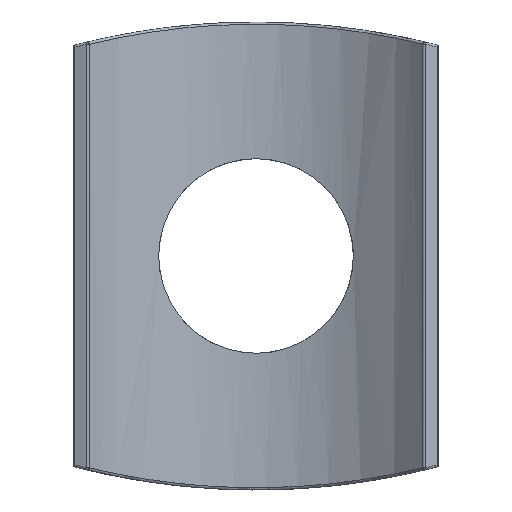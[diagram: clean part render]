
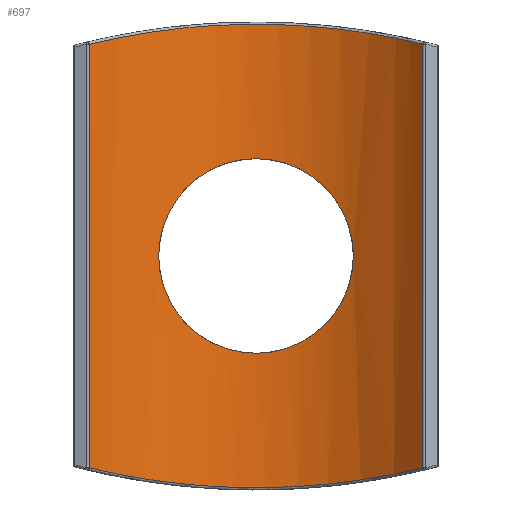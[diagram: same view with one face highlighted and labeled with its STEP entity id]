
A CAD part, front view. The second image highlights one B-rep face of the part: STEP entity #697.
In plain terms, the highlighted cylindrical face has radius 225 mm (diameter 450 mm), a partial arc.
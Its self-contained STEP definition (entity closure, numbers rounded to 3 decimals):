
#35=LINE('',#1129,#55);
#53=LINE('',#1505,#73);
#55=VECTOR('',#869,416.278);
#73=VECTOR('',#989,416.278);
#87=B_SPLINE_CURVE_WITH_KNOTS('',3,(#1204,#1205,#1206,#1207,#1208,#1209,
#1210,#1211,#1212,#1213),.UNSPECIFIED.,.F.,.F.,(4,1,1,1,1,1,1,4),(-38.053,
-32.712,-27.372,-22.031,-16.691,
-11.35,-6.009,-0.669),.UNSPECIFIED.);
#93=B_SPLINE_CURVE_WITH_KNOTS('',3,(#1588,#1589,#1590,#1591,#1592,#1593,
#1594,#1595,#1596,#1597),.UNSPECIFIED.,.F.,.F.,(4,1,1,1,1,1,1,4),(-38.053,
-32.712,-27.372,-22.031,-16.691,
-11.35,-6.009,-0.669),.UNSPECIFIED.);
#95=B_SPLINE_CURVE_WITH_KNOTS('',3,(#1610,#1611,#1612,#1613,#1614,#1615,
#1616,#1617,#1618,#1619,#1620,#1621,#1622,#1623,#1624,#1625,#1626,#1627,
#1628,#1629,#1630,#1631,#1632,#1633,#1634,#1635,#1636,#1637,#1638,#1639,
#1640,#1641,#1642,#1643,#1644,#1645,#1646,#1647,#1648,#1649,#1650,#1651,
#1652,#1653,#1654,#1655,#1656,#1657,#1658,#1659,#1660,#1661,#1662,#1663,
#1664,#1665,#1666,#1667,#1668,#1669,#1670,#1671,#1672,#1673,#1674,#1675),
 .UNSPECIFIED.,.T.,.F.,(4,2,2,2,2,2,2,2,2,2,2,2,2,2,2,2,2,2,2,2,2,2,2,2,
2,2,2,2,2,2,2,2,4),(0.,1.828,3.656,5.483,
7.311,9.137,10.962,12.787,14.613,
16.438,18.263,20.089,21.914,23.742,
25.57,27.397,29.225,31.053,32.881,
34.709,36.536,38.362,40.187,42.012,
43.838,45.663,47.489,49.314,51.139,
52.967,54.795,56.623,58.45),
 .UNSPECIFIED.);
#110=CYLINDRICAL_SURFACE('',#794,225.);
#133=FACE_BOUND('',#242,.T.);
#182=FACE_OUTER_BOUND('',#241,.T.);
#241=EDGE_LOOP('',(#592,#593,#594,#595));
#242=EDGE_LOOP('',(#596));
#336=VERTEX_POINT('',#1108);
#338=VERTEX_POINT('',#1114);
#341=VERTEX_POINT('',#1121);
#347=VERTEX_POINT('',#1138);
#371=VERTEX_POINT('',#1609);
#400=EDGE_CURVE('',#341,#336,#35,.T.);
#407=EDGE_CURVE('',#347,#341,#87,.T.);
#457=EDGE_CURVE('',#338,#347,#53,.T.);
#460=EDGE_CURVE('',#336,#338,#93,.T.);
#462=EDGE_CURVE('',#371,#371,#95,.T.);
#592=ORIENTED_EDGE('',*,*,#400,.F.);
#593=ORIENTED_EDGE('',*,*,#407,.F.);
#594=ORIENTED_EDGE('',*,*,#457,.F.);
#595=ORIENTED_EDGE('',*,*,#460,.F.);
#596=ORIENTED_EDGE('',*,*,#462,.T.);
#697=ADVANCED_FACE('',(#182,#133),#110,.F.);
#794=AXIS2_PLACEMENT_3D('',#1608,#994,#995);
#869=DIRECTION('',(0.,0.,-1.));
#989=DIRECTION('',(0.,0.,1.));
#994=DIRECTION('center_axis',(0.,0.,1.));
#995=DIRECTION('ref_axis',(-1.,0.,0.));
#1108=CARTESIAN_POINT('',(164.043,153.996,-208.139));
#1114=CARTESIAN_POINT('',(-164.043,153.996,-208.139));
#1121=CARTESIAN_POINT('',(164.043,153.996,208.139));
#1129=CARTESIAN_POINT('',(164.043,153.996,0.));
#1138=CARTESIAN_POINT('',(-164.043,153.996,208.139));
#1204=CARTESIAN_POINT('Ctrl Pts',(-164.043,153.996,208.139));
#1205=CARTESIAN_POINT('Ctrl Pts',(-152.14,166.676,211.025));
#1206=CARTESIAN_POINT('Ctrl Pts',(-125.388,189.266,216.844));
#1207=CARTESIAN_POINT('Ctrl Pts',(-78.309,213.129,223.934));
#1208=CARTESIAN_POINT('Ctrl Pts',(-26.643,225.515,227.915));
#1209=CARTESIAN_POINT('Ctrl Pts',(26.643,225.514,227.914));
#1210=CARTESIAN_POINT('Ctrl Pts',(78.31,213.13,223.935));
#1211=CARTESIAN_POINT('Ctrl Pts',(125.388,189.266,216.843));
#1212=CARTESIAN_POINT('Ctrl Pts',(152.14,166.676,211.025));
#1213=CARTESIAN_POINT('Ctrl Pts',(164.043,153.996,208.139));
#1505=CARTESIAN_POINT('',(-164.043,153.996,0.));
#1588=CARTESIAN_POINT('Ctrl Pts',(164.043,153.996,-208.139));
#1589=CARTESIAN_POINT('Ctrl Pts',(152.14,166.676,-211.025));
#1590=CARTESIAN_POINT('Ctrl Pts',(125.389,189.266,-216.844));
#1591=CARTESIAN_POINT('Ctrl Pts',(78.309,213.128,-223.934));
#1592=CARTESIAN_POINT('Ctrl Pts',(26.644,225.515,-227.915));
#1593=CARTESIAN_POINT('Ctrl Pts',(-26.643,225.514,-227.914));
#1594=CARTESIAN_POINT('Ctrl Pts',(-78.31,213.13,-223.935));
#1595=CARTESIAN_POINT('Ctrl Pts',(-125.388,189.266,-216.843));
#1596=CARTESIAN_POINT('Ctrl Pts',(-152.14,166.676,-211.025));
#1597=CARTESIAN_POINT('Ctrl Pts',(-164.043,153.996,-208.139));
#1608=CARTESIAN_POINT('Origin',(0.,0.,0.));
#1609=CARTESIAN_POINT('',(95.625,203.669,0.));
#1610=CARTESIAN_POINT('Ctrl Pts',(95.625,203.669,0.));
#1611=CARTESIAN_POINT('Ctrl Pts',(95.625,203.669,-6.093));
#1612=CARTESIAN_POINT('Ctrl Pts',(95.033,203.95,-12.364));
#1613=CARTESIAN_POINT('Ctrl Pts',(92.574,205.078,-24.784));
#1614=CARTESIAN_POINT('Ctrl Pts',(90.707,205.923,-30.933));
#1615=CARTESIAN_POINT('Ctrl Pts',(85.806,208.013,-42.684));
#1616=CARTESIAN_POINT('Ctrl Pts',(82.768,209.257,-48.297));
#1617=CARTESIAN_POINT('Ctrl Pts',(75.777,211.889,-58.661));
#1618=CARTESIAN_POINT('Ctrl Pts',(71.822,213.275,-63.412));
#1619=CARTESIAN_POINT('Ctrl Pts',(63.418,215.923,-71.817));
#1620=CARTESIAN_POINT('Ctrl Pts',(58.669,217.282,-75.77));
#1621=CARTESIAN_POINT('Ctrl Pts',(48.304,219.819,-82.764));
#1622=CARTESIAN_POINT('Ctrl Pts',(42.687,220.994,-85.805));
#1623=CARTESIAN_POINT('Ctrl Pts',(30.927,222.944,-90.71));
#1624=CARTESIAN_POINT('Ctrl Pts',(24.774,223.719,-92.577));
#1625=CARTESIAN_POINT('Ctrl Pts',(12.353,224.747,-95.035));
#1626=CARTESIAN_POINT('Ctrl Pts',(6.085,225.,-95.625));
#1627=CARTESIAN_POINT('Ctrl Pts',(-6.085,225.,-95.625));
#1628=CARTESIAN_POINT('Ctrl Pts',(-12.353,224.747,-95.035));
#1629=CARTESIAN_POINT('Ctrl Pts',(-24.774,223.719,-92.577));
#1630=CARTESIAN_POINT('Ctrl Pts',(-30.927,222.944,-90.71));
#1631=CARTESIAN_POINT('Ctrl Pts',(-42.687,220.994,-85.805));
#1632=CARTESIAN_POINT('Ctrl Pts',(-48.304,219.819,-82.764));
#1633=CARTESIAN_POINT('Ctrl Pts',(-58.669,217.282,-75.77));
#1634=CARTESIAN_POINT('Ctrl Pts',(-63.418,215.923,-71.817));
#1635=CARTESIAN_POINT('Ctrl Pts',(-71.822,213.275,-63.412));
#1636=CARTESIAN_POINT('Ctrl Pts',(-75.777,211.889,-58.661));
#1637=CARTESIAN_POINT('Ctrl Pts',(-82.768,209.257,-48.297));
#1638=CARTESIAN_POINT('Ctrl Pts',(-85.806,208.013,-42.684));
#1639=CARTESIAN_POINT('Ctrl Pts',(-90.707,205.923,-30.933));
#1640=CARTESIAN_POINT('Ctrl Pts',(-92.574,205.078,-24.784));
#1641=CARTESIAN_POINT('Ctrl Pts',(-95.033,203.95,-12.364));
#1642=CARTESIAN_POINT('Ctrl Pts',(-95.625,203.669,-6.093));
#1643=CARTESIAN_POINT('Ctrl Pts',(-95.625,203.669,6.093));
#1644=CARTESIAN_POINT('Ctrl Pts',(-95.033,203.95,12.364));
#1645=CARTESIAN_POINT('Ctrl Pts',(-92.574,205.078,24.784));
#1646=CARTESIAN_POINT('Ctrl Pts',(-90.707,205.923,30.933));
#1647=CARTESIAN_POINT('Ctrl Pts',(-85.806,208.013,42.684));
#1648=CARTESIAN_POINT('Ctrl Pts',(-82.768,209.257,48.297));
#1649=CARTESIAN_POINT('Ctrl Pts',(-75.777,211.889,58.661));
#1650=CARTESIAN_POINT('Ctrl Pts',(-71.822,213.275,63.412));
#1651=CARTESIAN_POINT('Ctrl Pts',(-63.418,215.923,71.817));
#1652=CARTESIAN_POINT('Ctrl Pts',(-58.669,217.282,75.77));
#1653=CARTESIAN_POINT('Ctrl Pts',(-48.304,219.819,82.764));
#1654=CARTESIAN_POINT('Ctrl Pts',(-42.687,220.994,85.805));
#1655=CARTESIAN_POINT('Ctrl Pts',(-30.927,222.944,90.71));
#1656=CARTESIAN_POINT('Ctrl Pts',(-24.774,223.719,92.577));
#1657=CARTESIAN_POINT('Ctrl Pts',(-12.353,224.747,95.035));
#1658=CARTESIAN_POINT('Ctrl Pts',(-6.085,225.,95.625));
#1659=CARTESIAN_POINT('Ctrl Pts',(6.085,225.,95.625));
#1660=CARTESIAN_POINT('Ctrl Pts',(12.353,224.747,95.035));
#1661=CARTESIAN_POINT('Ctrl Pts',(24.774,223.719,92.577));
#1662=CARTESIAN_POINT('Ctrl Pts',(30.927,222.944,90.71));
#1663=CARTESIAN_POINT('Ctrl Pts',(42.687,220.994,85.805));
#1664=CARTESIAN_POINT('Ctrl Pts',(48.304,219.819,82.764));
#1665=CARTESIAN_POINT('Ctrl Pts',(58.669,217.282,75.77));
#1666=CARTESIAN_POINT('Ctrl Pts',(63.418,215.923,71.817));
#1667=CARTESIAN_POINT('Ctrl Pts',(71.822,213.275,63.412));
#1668=CARTESIAN_POINT('Ctrl Pts',(75.777,211.889,58.661));
#1669=CARTESIAN_POINT('Ctrl Pts',(82.768,209.257,48.297));
#1670=CARTESIAN_POINT('Ctrl Pts',(85.806,208.013,42.684));
#1671=CARTESIAN_POINT('Ctrl Pts',(90.707,205.923,30.933));
#1672=CARTESIAN_POINT('Ctrl Pts',(92.574,205.078,24.784));
#1673=CARTESIAN_POINT('Ctrl Pts',(95.033,203.95,12.364));
#1674=CARTESIAN_POINT('Ctrl Pts',(95.625,203.669,6.093));
#1675=CARTESIAN_POINT('Ctrl Pts',(95.625,203.669,0.));
